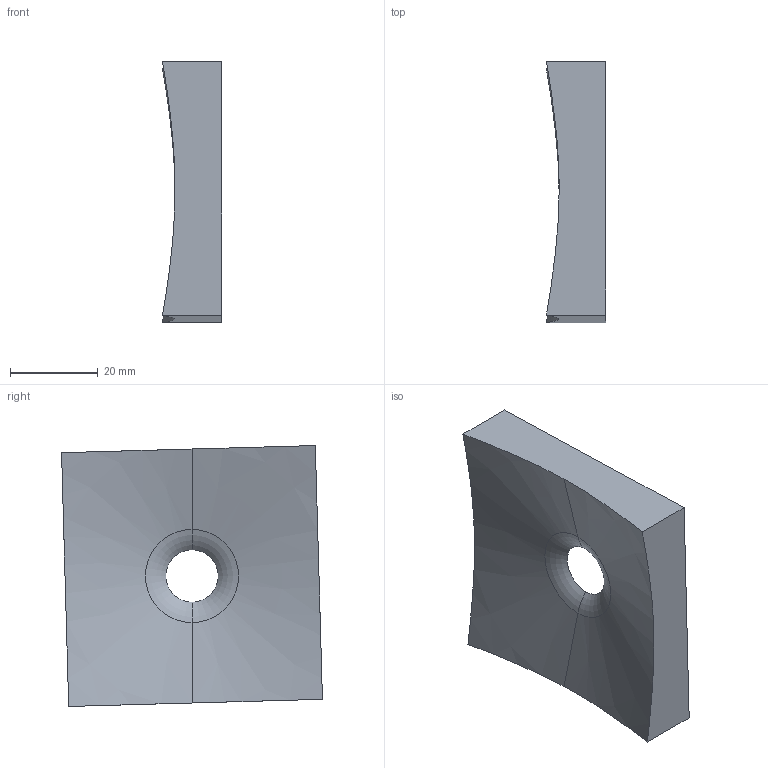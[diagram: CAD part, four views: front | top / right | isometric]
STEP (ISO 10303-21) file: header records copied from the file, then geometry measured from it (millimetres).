
FILE_DESCRIPTION (( 'STEP AP214' ), '1' );
FILE_NAME ('housing-top.STEP', '2026-01-12T22:57:55', ( '' ), ( '' ), 'SwSTEP 2.0', 'SolidWorks 2025', '' );
FILE_SCHEMA (( 'AUTOMOTIVE_DESIGN' ));
Length unit declared in the file: millimetre
Products named in the file (1): housing-top
Bounding box: 13.51 x 59.61 x 59.61 mm (x, y, z)
Volume: 19433.1 mm3; surface area: 10103.6 mm2
Topology: 1 solids, 1 shells, 14 faces, 34 edges, 22 vertices
Faces by surface type: plane 10, torus 2, cone 2
Entity records: 481 total; most frequent: CARTESIAN_POINT 129, ORIENTED_EDGE 68, DIRECTION 64, EDGE_CURVE 34, VECTOR 22, LINE 22, VERTEX_POINT 22, AXIS2_PLACEMENT_3D 21
